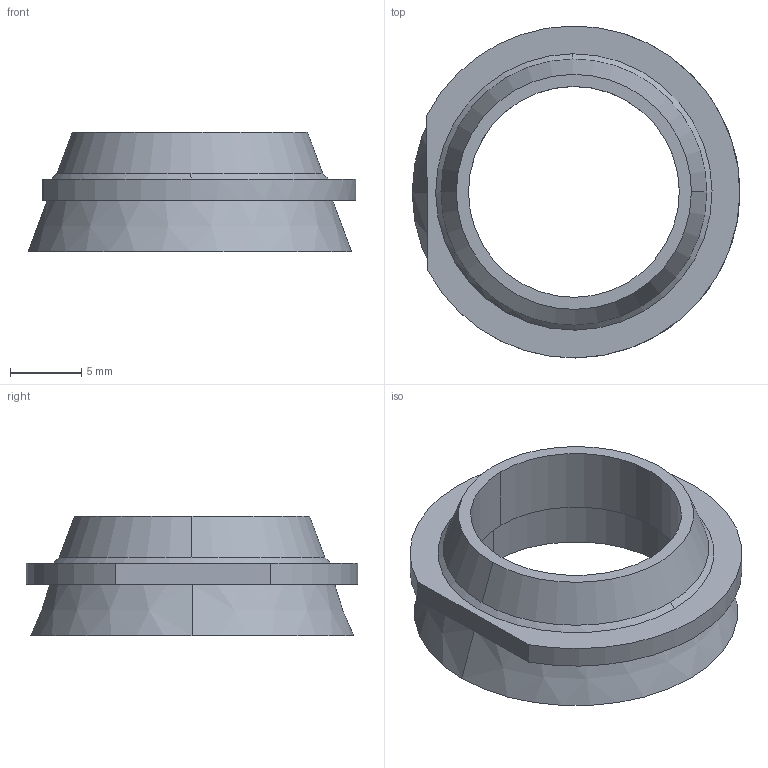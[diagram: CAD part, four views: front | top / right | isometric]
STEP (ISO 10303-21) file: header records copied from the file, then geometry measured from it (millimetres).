
FILE_DESCRIPTION((''),'2;1');
FILE_NAME('PRT0001','2025-05-16T09:39:41',('346893'),(''),'CREO PARAMETRIC BY PTC INC, 2020184','CREO PARAMETRIC BY PTC INC, 2020184','');
FILE_SCHEMA(('CONFIG_CONTROL_DESIGN','SHAPE_APPEARANCE_LAYERS_GROUPS'));
Length unit declared in the file: millimetre
Products named in the file (1): PRT0001
Bounding box: 23 x 23.3 x 8.42 mm (x, y, z)
Volume: 1147.7 mm3; surface area: 1469.2 mm2
Topology: 1 solids, 1 shells, 20 faces, 57 edges, 43 vertices
Faces by surface type: cone 8, plane 7, cylinder 5
Entity records: 938 total; most frequent: DIRECTION 138, CARTESIAN_POINT 120, ORIENTED_EDGE 114, AXIS2_PLACEMENT_3D 61, PRESENTATION_STYLE_ASSIGNMENT 58, STYLED_ITEM 58, CURVE_STYLE 57, EDGE_CURVE 57
